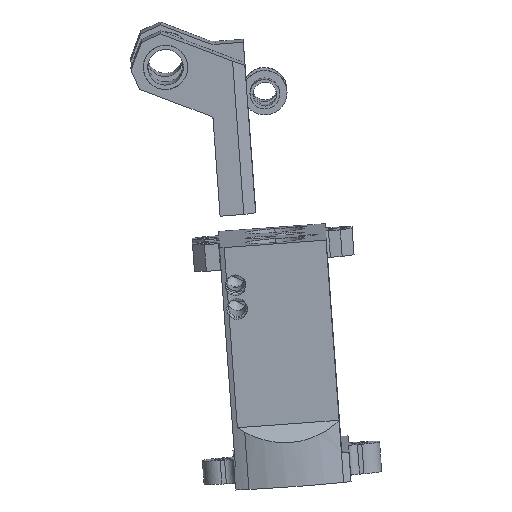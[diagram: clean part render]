
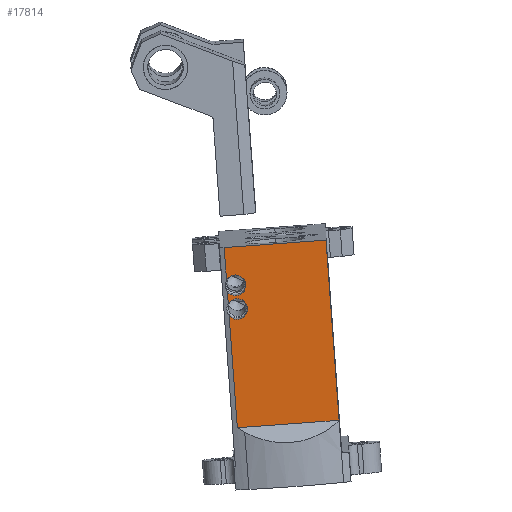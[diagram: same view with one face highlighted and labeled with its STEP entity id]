
A CAD part, front view. The second image highlights one B-rep face of the part: STEP entity #17814.
In plain terms, the highlighted planar face has unit normal (0.004, -0.998, -0.067).
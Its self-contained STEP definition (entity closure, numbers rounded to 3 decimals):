
#244 = DIRECTION ( 'NONE',  ( 1., 0.004, 0. ) ) ;
#354 = CARTESIAN_POINT ( 'NONE',  ( -185.403, 259.891, 242.671 ) ) ;
#517 = VERTEX_POINT ( 'NONE', #3942 ) ;
#1634 = CARTESIAN_POINT ( 'NONE',  ( -175.849, 258.358, 266.053 ) ) ;
#1709 = DIRECTION ( 'NONE',  ( 0.073, 0.067, -0.995 ) ) ;
#1773 = ORIENTED_EDGE ( 'NONE', *, *, #12333, .F. ) ;
#1792 = VECTOR ( 'NONE', #7489, 1000. ) ;
#1872 = CARTESIAN_POINT ( 'NONE',  ( -191.77, 259.518, 247.887 ) ) ;
#2054 = DIRECTION ( 'NONE',  ( 0.999, 0., 0.054 ) ) ;
#2495 = VERTEX_POINT ( 'NONE', #18080 ) ;
#3206 = LINE ( 'NONE', #14417, #8572 ) ;
#3325 = CARTESIAN_POINT ( 'NONE',  ( -193.003, 258.38, 264.804 ) ) ;
#3463 = CARTESIAN_POINT ( 'NONE',  ( -192.203, 259.119, 253.818 ) ) ;
#3539 = ORIENTED_EDGE ( 'NONE', *, *, #17508, .F. ) ;
#3762 = ORIENTED_EDGE ( 'NONE', *, *, #10255, .F. ) ;
#3942 = CARTESIAN_POINT ( 'NONE',  ( -191.622, 259.655, 245.857 ) ) ;
#4174 = VERTEX_POINT ( 'NONE', #5372 ) ;
#4255 = EDGE_CURVE ( 'NONE', #17045, #6371, #16784, .T. ) ;
#4637 = VECTOR ( 'NONE', #7581, 1000. ) ;
#5137 = VERTEX_POINT ( 'NONE', #12319 ) ;
#5372 = CARTESIAN_POINT ( 'NONE',  ( -185.983, 259.356, 250.632 ) ) ;
#5886 = EDGE_CURVE ( 'NONE', #8252, #4174, #13628, .T. ) ;
#6169 = LINE ( 'NONE', #10282, #1792 ) ;
#6325 = ORIENTED_EDGE ( 'NONE', *, *, #12786, .F. ) ;
#6371 = VERTEX_POINT ( 'NONE', #6801 ) ;
#6384 = DIRECTION ( 'NONE',  ( 1., 0.004, 0. ) ) ;
#6801 = CARTESIAN_POINT ( 'NONE',  ( -191.338, 259.918, 241.957 ) ) ;
#7117 = DIRECTION ( 'NONE',  ( -0.004, 0.998, 0.067 ) ) ;
#7239 = AXIS2_PLACEMENT_3D ( 'NONE', #14436, #13041, #244 ) ;
#7364 = VERTEX_POINT ( 'NONE', #3325 ) ;
#7489 = DIRECTION ( 'NONE',  ( -0.073, -0.067, 0.995 ) ) ;
#7581 = DIRECTION ( 'NONE',  ( -0.073, -0.067, 0.995 ) ) ;
#7764 = DIRECTION ( 'NONE',  ( 1., 0.004, 0. ) ) ;
#7982 = ORIENTED_EDGE ( 'NONE', *, *, #12433, .T. ) ;
#8127 = FACE_OUTER_BOUND ( 'NONE', #16290, .T. ) ;
#8252 = VERTEX_POINT ( 'NONE', #3463 ) ;
#8572 = VECTOR ( 'NONE', #1709, 1000. ) ;
#8661 = VECTOR ( 'NONE', #13043, 1000. ) ;
#8680 = AXIS2_PLACEMENT_3D ( 'NONE', #13458, #9164, #7764 ) ;
#9164 = DIRECTION ( 'NONE',  ( -0.004, 0.998, 0.067 ) ) ;
#9194 = CARTESIAN_POINT ( 'NONE',  ( -171.424, 262.443, 205.351 ) ) ;
#9517 = EDGE_CURVE ( 'NONE', #8252, #7364, #6169, .T. ) ;
#9824 = DIRECTION ( 'NONE',  ( 1., 0.004, 0. ) ) ;
#10154 = LINE ( 'NONE', #1634, #8661 ) ;
#10255 = EDGE_CURVE ( 'NONE', #7364, #11753, #10154, .T. ) ;
#10282 = CARTESIAN_POINT ( 'NONE',  ( -192.603, 258.75, 259.311 ) ) ;
#10624 = ORIENTED_EDGE ( 'NONE', *, *, #9517, .F. ) ;
#10701 = EDGE_CURVE ( 'NONE', #517, #17045, #16734, .T. ) ;
#11753 = VERTEX_POINT ( 'NONE', #12630 ) ;
#12190 = DIRECTION ( 'NONE',  ( -0.004, 0.998, 0.067 ) ) ;
#12202 = ORIENTED_EDGE ( 'NONE', *, *, #4255, .T. ) ;
#12319 = CARTESIAN_POINT ( 'NONE',  ( -191.918, 259.382, 249.917 ) ) ;
#12333 = EDGE_CURVE ( 'NONE', #16314, #2495, #16385, .T. ) ;
#12433 = EDGE_CURVE ( 'NONE', #4174, #5137, #15651, .T. ) ;
#12630 = CARTESIAN_POINT ( 'NONE',  ( -158.694, 258.337, 267.302 ) ) ;
#12679 = AXIS2_PLACEMENT_3D ( 'NONE', #13394, #12190, #6384 ) ;
#12786 = EDGE_CURVE ( 'NONE', #517, #5137, #14681, .T. ) ;
#13041 = DIRECTION ( 'NONE',  ( -0.004, 0.998, 0.067 ) ) ;
#13043 = DIRECTION ( 'NONE',  ( 0.997, -0.001, 0.073 ) ) ;
#13235 = ORIENTED_EDGE ( 'NONE', *, *, #10701, .T. ) ;
#13394 = CARTESIAN_POINT ( 'NONE',  ( -189.168, 259.247, 252.078 ) ) ;
#13400 = EDGE_CURVE ( 'NONE', #2495, #6371, #17015, .T. ) ;
#13458 = CARTESIAN_POINT ( 'NONE',  ( -188.588, 259.783, 244.118 ) ) ;
#13604 = VECTOR ( 'NONE', #18304, 1000. ) ;
#13628 = CIRCLE ( 'NONE', #14219, 3.5 ) ;
#13663 = AXIS2_PLACEMENT_3D ( 'NONE', #14863, #13825, #2054 ) ;
#13825 = DIRECTION ( 'NONE',  ( -0.004, 0.998, 0.067 ) ) ;
#14209 = CARTESIAN_POINT ( 'NONE',  ( -189.168, 259.247, 252.078 ) ) ;
#14219 = AXIS2_PLACEMENT_3D ( 'NONE', #14209, #7117, #9824 ) ;
#14417 = CARTESIAN_POINT ( 'NONE',  ( -156.482, 260.379, 236.951 ) ) ;
#14436 = CARTESIAN_POINT ( 'NONE',  ( -188.588, 259.783, 244.118 ) ) ;
#14664 = ORIENTED_EDGE ( 'NONE', *, *, #5886, .T. ) ;
#14681 = LINE ( 'NONE', #1872, #4637 ) ;
#14863 = CARTESIAN_POINT ( 'NONE',  ( -203.576, 258.393, 264.035 ) ) ;
#15651 = CIRCLE ( 'NONE', #12679, 3.5 ) ;
#16290 = EDGE_LOOP ( 'NONE', ( #1773, #3539, #3762, #10624, #14664, #7982, #6325, #13235, #12202, #17677 ) ) ;
#16314 = VERTEX_POINT ( 'NONE', #16397 ) ;
#16385 = LINE ( 'NONE', #9194, #16854 ) ;
#16397 = CARTESIAN_POINT ( 'NONE',  ( -154.27, 262.422, 206.6 ) ) ;
#16734 = CIRCLE ( 'NONE', #8680, 3.5 ) ;
#16784 = CIRCLE ( 'NONE', #7239, 3.5 ) ;
#16854 = VECTOR ( 'NONE', #17672, 1000. ) ;
#17015 = LINE ( 'NONE', #18135, #13604 ) ;
#17045 = VERTEX_POINT ( 'NONE', #354 ) ;
#17508 = EDGE_CURVE ( 'NONE', #11753, #16314, #3206, .T. ) ;
#17672 = DIRECTION ( 'NONE',  ( -0.997, 0.001, -0.073 ) ) ;
#17677 = ORIENTED_EDGE ( 'NONE', *, *, #13400, .F. ) ;
#17814 = ADVANCED_FACE ( 'NONE', ( #8127 ), #17837, .F. ) ;
#17837 = PLANE ( 'NONE',  #13663 ) ;
#18080 = CARTESIAN_POINT ( 'NONE',  ( -188.579, 262.465, 204.102 ) ) ;
#18135 = CARTESIAN_POINT ( 'NONE',  ( -189.958, 261.191, 223.029 ) ) ;
#18304 = DIRECTION ( 'NONE',  ( -0.073, -0.067, 0.995 ) ) ;
